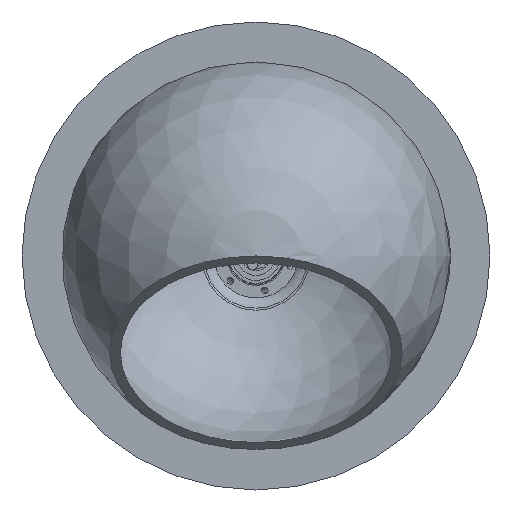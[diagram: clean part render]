
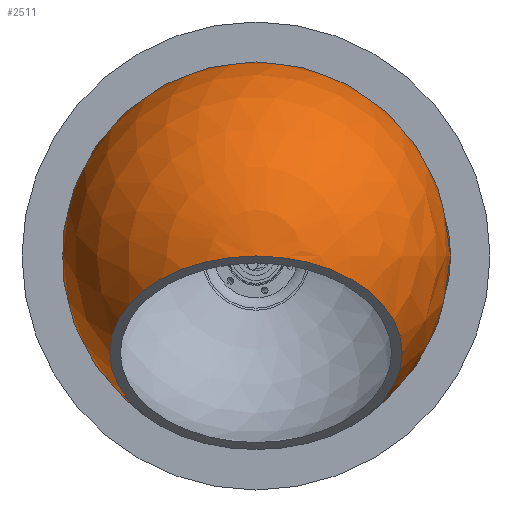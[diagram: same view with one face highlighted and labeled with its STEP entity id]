
A CAD part, front view. The second image highlights one B-rep face of the part: STEP entity #2511.
In plain terms, the highlighted spherical face has radius 100 mm.
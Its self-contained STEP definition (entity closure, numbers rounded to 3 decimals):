
#47=SPHERICAL_SURFACE('',#3037,100.);
#423=FACE_OUTER_BOUND('',#621,.T.);
#621=EDGE_LOOP('',(#2277,#2278,#2279,#2280,#2281,#2282));
#999=CIRCLE('',#3035,75.);
#1001=CIRCLE('',#3038,0.025);
#1002=CIRCLE('',#3039,100.);
#1003=CIRCLE('',#3040,27.83);
#1004=CIRCLE('',#3041,27.83);
#1248=VERTEX_POINT('',#5414);
#1249=VERTEX_POINT('',#5415);
#1251=VERTEX_POINT('',#5422);
#1252=VERTEX_POINT('',#5424);
#1594=EDGE_CURVE('',#1249,#1248,#999,.T.);
#1596=EDGE_CURVE('',#1248,#1249,#1001,.T.);
#1597=EDGE_CURVE('',#1249,#1251,#1002,.T.);
#1598=EDGE_CURVE('',#1252,#1251,#1003,.T.);
#1599=EDGE_CURVE('',#1251,#1252,#1004,.T.);
#2277=ORIENTED_EDGE('',*,*,#1594,.T.);
#2278=ORIENTED_EDGE('',*,*,#1596,.T.);
#2279=ORIENTED_EDGE('',*,*,#1597,.T.);
#2280=ORIENTED_EDGE('',*,*,#1598,.F.);
#2281=ORIENTED_EDGE('',*,*,#1599,.F.);
#2282=ORIENTED_EDGE('',*,*,#1597,.F.);
#2511=ADVANCED_FACE('',(#423),#47,.T.);
#3035=AXIS2_PLACEMENT_3D('',#5417,#3829,#3830);
#3037=AXIS2_PLACEMENT_3D('',#5420,#3833,#3834);
#3038=AXIS2_PLACEMENT_3D('',#5421,#3835,#3836);
#3039=AXIS2_PLACEMENT_3D('',#5423,#3837,#3838);
#3040=AXIS2_PLACEMENT_3D('',#5425,#3839,#3840);
#3041=AXIS2_PLACEMENT_3D('',#5426,#3841,#3842);
#3829=DIRECTION('center_axis',(0.,-0.75,-0.661));
#3830=DIRECTION('ref_axis',(0.,-0.661,0.75));
#3833=DIRECTION('center_axis',(0.,0.,1.));
#3834=DIRECTION('ref_axis',(1.,0.,0.));
#3835=DIRECTION('center_axis',(0.,0.,-1.));
#3836=DIRECTION('ref_axis',(-1.,0.,0.));
#3837=DIRECTION('center_axis',(0.,-1.,0.));
#3838=DIRECTION('ref_axis',(-1.,0.,0.));
#3839=DIRECTION('center_axis',(0.,0.,-1.));
#3840=DIRECTION('ref_axis',(-1.,0.,0.));
#3841=DIRECTION('center_axis',(0.,0.,-1.));
#3842=DIRECTION('ref_axis',(-1.,0.,0.));
#5414=CARTESIAN_POINT('',(0.025,0.,270.312));
#5415=CARTESIAN_POINT('',(-0.025,0.,270.312));
#5417=CARTESIAN_POINT('Origin',(0.,49.608,214.062));
#5420=CARTESIAN_POINT('Origin',(0.,0.,170.312));
#5421=CARTESIAN_POINT('Origin',(0.,0.,270.312));
#5422=CARTESIAN_POINT('',(-27.83,0.,74.263));
#5423=CARTESIAN_POINT('Origin',(0.,0.,170.312));
#5424=CARTESIAN_POINT('',(27.83,0.,74.263));
#5425=CARTESIAN_POINT('Origin',(0.,0.,74.263));
#5426=CARTESIAN_POINT('Origin',(0.,0.,74.263));
